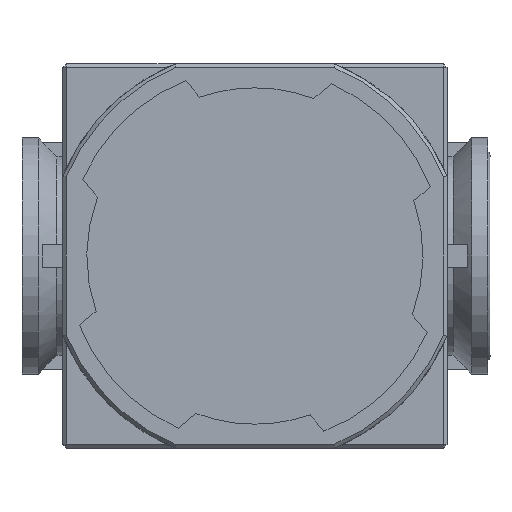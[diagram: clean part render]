
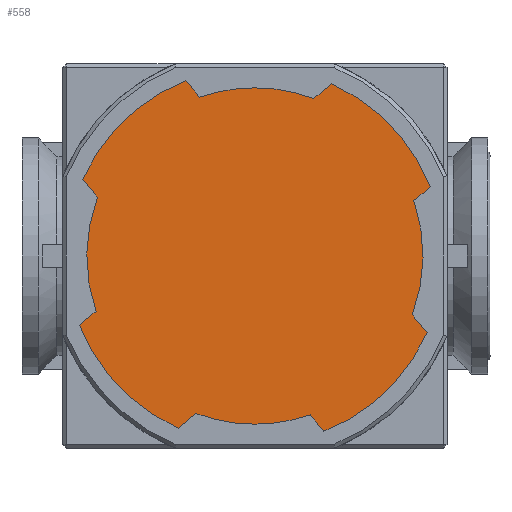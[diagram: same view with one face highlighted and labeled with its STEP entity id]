
A CAD part, front view. The second image highlights one B-rep face of the part: STEP entity #558.
In plain terms, the highlighted planar face has unit normal (0, -1, 0).
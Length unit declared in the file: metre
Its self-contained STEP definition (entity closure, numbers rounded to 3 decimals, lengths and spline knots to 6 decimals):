
#558=ADVANCED_FACE('30:13509',(#1632),#1633,.T.);
#1632=FACE_OUTER_BOUND('',#3456,.T.);
#1633=PLANE('',#3457);
#3456=EDGE_LOOP('',(#7366,#7367,#7368,#7369,#7370,#7371,#7372,#7373,#7374,#7375,#7376,#7377,#7378,#7379,#7380,#7381,#7382,#7383));
#3457=AXIS2_PLACEMENT_3D('',#7384,#7385,#7386);
#7366=ORIENTED_EDGE('',*,*,#8416,.T.);
#7367=ORIENTED_EDGE('',*,*,#8419,.T.);
#7368=ORIENTED_EDGE('',*,*,#8422,.T.);
#7369=ORIENTED_EDGE('',*,*,#8425,.T.);
#7370=ORIENTED_EDGE('',*,*,#8428,.T.);
#7371=ORIENTED_EDGE('',*,*,#8431,.T.);
#7372=ORIENTED_EDGE('',*,*,#8434,.T.);
#7373=ORIENTED_EDGE('',*,*,#7836,.T.);
#7374=ORIENTED_EDGE('',*,*,#8438,.T.);
#7375=ORIENTED_EDGE('',*,*,#8439,.T.);
#7376=ORIENTED_EDGE('',*,*,#8442,.T.);
#7377=ORIENTED_EDGE('',*,*,#8445,.T.);
#7378=ORIENTED_EDGE('',*,*,#8448,.T.);
#7379=ORIENTED_EDGE('',*,*,#8451,.T.);
#7380=ORIENTED_EDGE('',*,*,#8454,.T.);
#7381=ORIENTED_EDGE('',*,*,#8457,.T.);
#7382=ORIENTED_EDGE('',*,*,#8460,.T.);
#7383=ORIENTED_EDGE('',*,*,#7834,.T.);
#7384=CARTESIAN_POINT('',(-0.026,-0.0365,0.026));
#7385=DIRECTION('',(0.0,-1.0,0.0));
#7386=DIRECTION('',(0.0,0.0,-1.0));
#7834=EDGE_CURVE('30:15228',#9467,#9471,#9473,.T.);
#7836=EDGE_CURVE('30:15156',#9477,#9474,#9478,.T.);
#8416=EDGE_CURVE('30:15090',#9471,#10380,#10381,.T.);
#8419=EDGE_CURVE('30:15102',#10380,#10385,#10386,.T.);
#8422=EDGE_CURVE('30:15111',#10385,#10390,#10391,.T.);
#8425=EDGE_CURVE('30:15120',#10390,#10395,#10396,.T.);
#8428=EDGE_CURVE('30:15129',#10395,#10400,#10401,.T.);
#8431=EDGE_CURVE('30:15138',#10400,#10405,#10406,.T.);
#8434=EDGE_CURVE('30:15147',#10405,#9477,#10410,.T.);
#8438=EDGE_CURVE('30:15156',#9474,#10414,#10416,.T.);
#8439=EDGE_CURVE('30:15165',#10414,#10417,#10418,.T.);
#8442=EDGE_CURVE('30:15174',#10417,#10422,#10423,.T.);
#8445=EDGE_CURVE('30:15183',#10422,#10427,#10428,.T.);
#8448=EDGE_CURVE('30:15192',#10427,#10432,#10433,.T.);
#8451=EDGE_CURVE('30:15201',#10432,#10437,#10438,.T.);
#8454=EDGE_CURVE('30:15210',#10437,#10442,#10443,.T.);
#8457=EDGE_CURVE('30:15219',#10442,#10447,#10448,.T.);
#8460=EDGE_CURVE('30:15228',#10447,#9467,#10452,.T.);
#9467=VERTEX_POINT('',#11572);
#9471=VERTEX_POINT('',#11577);
#9473=CIRCLE('',#11580,0.022741);
#9474=VERTEX_POINT('',#11581);
#9477=VERTEX_POINT('',#11585);
#9478=CIRCLE('',#11586,0.022741);
#10380=VERTEX_POINT('',#12979);
#10381=LINE('',#12980,#12981);
#10385=VERTEX_POINT('',#12987);
#10386=CIRCLE('',#12988,0.025491);
#10390=VERTEX_POINT('',#12993);
#10391=LINE('',#12994,#12995);
#10395=VERTEX_POINT('',#13001);
#10396=CIRCLE('',#13002,0.022741);
#10400=VERTEX_POINT('',#13007);
#10401=LINE('',#13008,#13009);
#10405=VERTEX_POINT('',#13015);
#10406=CIRCLE('',#13016,0.025491);
#10410=LINE('',#13021,#13022);
#10414=VERTEX_POINT('',#13027);
#10416=CIRCLE('',#13030,0.022741);
#10417=VERTEX_POINT('',#13031);
#10418=LINE('',#13032,#13033);
#10422=VERTEX_POINT('',#13039);
#10423=CIRCLE('',#13040,0.025491);
#10427=VERTEX_POINT('',#13045);
#10428=LINE('',#13046,#13047);
#10432=VERTEX_POINT('',#13053);
#10433=CIRCLE('',#13054,0.022741);
#10437=VERTEX_POINT('',#13059);
#10438=LINE('',#13060,#13061);
#10442=VERTEX_POINT('',#13067);
#10443=CIRCLE('',#13068,0.025491);
#10447=VERTEX_POINT('',#13073);
#10448=LINE('',#13074,#13075);
#10452=CIRCLE('',#13081,0.022741);
#11572=CARTESIAN_POINT('',(0.,-0.0365,0.022741));
#11577=CARTESIAN_POINT('',(-0.007463,-0.0365,0.021482));
#11580=AXIS2_PLACEMENT_3D('',#14689,#14690,#14691);
#11581=CARTESIAN_POINT('',(0.,-0.0365,-0.022741));
#11585=CARTESIAN_POINT('',(-0.007972,-0.0365,-0.021298));
#11586=AXIS2_PLACEMENT_3D('',#14693,#14694,#14695);
#12979=CARTESIAN_POINT('',(-0.00934,-0.0365,0.023719));
#12980=CARTESIAN_POINT('',(-0.00934,-0.0365,0.023719));
#12981=VECTOR('',#15840,1.0);
#12987=CARTESIAN_POINT('',(-0.023295,-0.0365,0.010351));
#12988=AXIS2_PLACEMENT_3D('',#15843,#15844,#15845);
#12993=CARTESIAN_POINT('',(-0.021298,-0.0365,0.007972));
#12994=CARTESIAN_POINT('',(-0.021298,-0.0365,0.007972));
#12995=VECTOR('',#15850,1.0);
#13001=CARTESIAN_POINT('',(-0.021482,-0.0365,-0.007463));
#13002=AXIS2_PLACEMENT_3D('',#15853,#15854,#15855);
#13007=CARTESIAN_POINT('',(-0.023719,-0.0365,-0.00934));
#13008=CARTESIAN_POINT('',(-0.023719,-0.0365,-0.00934));
#13009=VECTOR('',#15860,1.0);
#13015=CARTESIAN_POINT('',(-0.010351,-0.0365,-0.023295));
#13016=AXIS2_PLACEMENT_3D('',#15863,#15864,#15865);
#13021=CARTESIAN_POINT('',(-0.007972,-0.0365,-0.021298));
#13022=VECTOR('',#15870,1.0);
#13027=CARTESIAN_POINT('',(0.007463,-0.0365,-0.021482));
#13030=AXIS2_PLACEMENT_3D('',#15876,#15877,#15878);
#13031=CARTESIAN_POINT('',(0.00934,-0.0365,-0.023719));
#13032=CARTESIAN_POINT('',(0.00934,-0.0365,-0.023719));
#13033=VECTOR('',#15879,1.0);
#13039=CARTESIAN_POINT('',(0.023295,-0.0365,-0.010351));
#13040=AXIS2_PLACEMENT_3D('',#15882,#15883,#15884);
#13045=CARTESIAN_POINT('',(0.021298,-0.0365,-0.007972));
#13046=CARTESIAN_POINT('',(0.021298,-0.0365,-0.007972));
#13047=VECTOR('',#15889,1.);
#13053=CARTESIAN_POINT('',(0.021482,-0.0365,0.007463));
#13054=AXIS2_PLACEMENT_3D('',#15892,#15893,#15894);
#13059=CARTESIAN_POINT('',(0.023719,-0.0365,0.00934));
#13060=CARTESIAN_POINT('',(0.023719,-0.0365,0.00934));
#13061=VECTOR('',#15899,1.0);
#13067=CARTESIAN_POINT('',(0.010351,-0.0365,0.023295));
#13068=AXIS2_PLACEMENT_3D('',#15902,#15903,#15904);
#13073=CARTESIAN_POINT('',(0.007972,-0.0365,0.021298));
#13074=CARTESIAN_POINT('',(0.007972,-0.0365,0.021298));
#13075=VECTOR('',#15909,1.0);
#13081=AXIS2_PLACEMENT_3D('',#15912,#15913,#15914);
#14689=CARTESIAN_POINT('',(0.0,-0.0365,0.0));
#14690=DIRECTION('',(0.0,-1.0,0.0));
#14691=DIRECTION('',(0.0,0.0,-1.0));
#14693=CARTESIAN_POINT('',(0.0,-0.0365,0.0));
#14694=DIRECTION('',(0.0,-1.0,0.0));
#14695=DIRECTION('',(0.0,0.0,-1.0));
#15840=DIRECTION('',(-0.643,0.0,0.766));
#15843=CARTESIAN_POINT('',(0.0,-0.0365,0.0));
#15844=DIRECTION('',(0.0,-1.0,0.0));
#15845=DIRECTION('',(0.0,0.0,-1.0));
#15850=DIRECTION('',(0.643,0.0,-0.766));
#15853=CARTESIAN_POINT('',(0.0,-0.0365,0.0));
#15854=DIRECTION('',(0.0,-1.0,0.0));
#15855=DIRECTION('',(0.0,0.0,-1.0));
#15860=DIRECTION('',(-0.766,-0.0,-0.643));
#15863=CARTESIAN_POINT('',(0.0,-0.0365,0.0));
#15864=DIRECTION('',(0.0,-1.0,0.0));
#15865=DIRECTION('',(0.0,0.0,-1.0));
#15870=DIRECTION('',(0.766,0.0,0.643));
#15876=CARTESIAN_POINT('',(0.0,-0.0365,0.0));
#15877=DIRECTION('',(0.0,-1.0,0.0));
#15878=DIRECTION('',(0.0,0.0,-1.0));
#15879=DIRECTION('',(0.643,0.0,-0.766));
#15882=CARTESIAN_POINT('',(0.0,-0.0365,0.0));
#15883=DIRECTION('',(0.0,-1.0,0.0));
#15884=DIRECTION('',(0.0,0.0,-1.0));
#15889=DIRECTION('',(-0.643,0.0,0.766));
#15892=CARTESIAN_POINT('',(0.0,-0.0365,0.0));
#15893=DIRECTION('',(0.0,-1.0,0.0));
#15894=DIRECTION('',(0.0,0.0,-1.0));
#15899=DIRECTION('',(0.766,0.0,0.643));
#15902=CARTESIAN_POINT('',(0.0,-0.0365,0.0));
#15903=DIRECTION('',(0.0,-1.0,0.0));
#15904=DIRECTION('',(0.0,0.0,-1.0));
#15909=DIRECTION('',(-0.766,-0.0,-0.643));
#15912=CARTESIAN_POINT('',(0.0,-0.0365,0.0));
#15913=DIRECTION('',(0.0,-1.0,0.0));
#15914=DIRECTION('',(0.0,0.0,-1.0));
